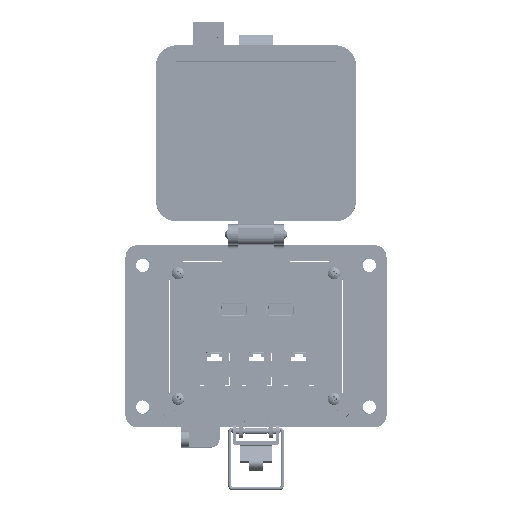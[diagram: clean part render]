
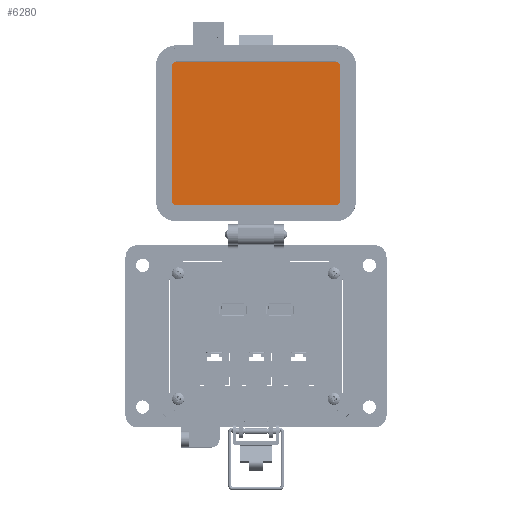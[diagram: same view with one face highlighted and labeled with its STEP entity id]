
A CAD part, top view. The second image highlights one B-rep face of the part: STEP entity #6280.
In plain terms, the highlighted planar face has unit normal (0, 0, 1).
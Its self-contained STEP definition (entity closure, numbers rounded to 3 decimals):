
#940 = ORIENTED_EDGE ( 'NONE', *, *, #20145, .F. ) ;
#2411 = CARTESIAN_POINT ( 'NONE',  ( -44.769, 60.004, 19.202 ) ) ;
#2577 = EDGE_CURVE ( 'NONE', #56342, #88682, #65678, .T. ) ;
#6043 = CARTESIAN_POINT ( 'NONE',  ( -42.469, 60.004, 19.202 ) ) ;
#6280 = ADVANCED_FACE ( 'NONE', ( #46223 ), #53856, .T. ) ;
#7161 = DIRECTION ( 'NONE',  ( 0., 0., -1. ) ) ;
#8234 = CARTESIAN_POINT ( 'NONE',  ( 35.912, 57.705, 19.202 ) ) ;
#9463 = DIRECTION ( 'NONE',  ( 0., -1., 0. ) ) ;
#10726 = ORIENTED_EDGE ( 'NONE', *, *, #38220, .F. ) ;
#13108 = CARTESIAN_POINT ( 'NONE',  ( 39.871, 130.108, 19.202 ) ) ;
#16226 = VERTEX_POINT ( 'NONE', #63312 ) ;
#17892 = CARTESIAN_POINT ( 'NONE',  ( -3.279, 57.705, 19.202 ) ) ;
#19252 = CIRCLE ( 'NONE', #32285, 2.299 ) ;
#20145 = EDGE_CURVE ( 'NONE', #62520, #85847, #19252, .T. ) ;
#22470 = ORIENTED_EDGE ( 'NONE', *, *, #86505, .F. ) ;
#25081 = ORIENTED_EDGE ( 'NONE', *, *, #2577, .F. ) ;
#25207 = LINE ( 'NONE', #41008, #57501 ) ;
#25444 = CARTESIAN_POINT ( 'NONE',  ( 38.212, 126.389, 19.202 ) ) ;
#26633 = CARTESIAN_POINT ( 'NONE',  ( 35.912, 128.688, 19.202 ) ) ;
#27036 = CIRCLE ( 'NONE', #72543, 2.299 ) ;
#27230 = DIRECTION ( 'NONE',  ( 1., 0., 0. ) ) ;
#29253 = VERTEX_POINT ( 'NONE', #83081 ) ;
#30622 = DIRECTION ( 'NONE',  ( 0., -1., 0. ) ) ;
#32285 = AXIS2_PLACEMENT_3D ( 'NONE', #36360, #43021, #27230 ) ;
#32826 = CIRCLE ( 'NONE', #45840, 2.299 ) ;
#34324 = VERTEX_POINT ( 'NONE', #2411 ) ;
#36360 = CARTESIAN_POINT ( 'NONE',  ( 35.912, 126.389, 19.202 ) ) ;
#36495 = EDGE_LOOP ( 'NONE', ( #25081, #67122, #940, #40515, #75204, #22470, #10726, #75630 ) ) ;
#36574 = DIRECTION ( 'NONE',  ( -1., 0., 0. ) ) ;
#38220 = EDGE_CURVE ( 'NONE', #29253, #34324, #27036, .T. ) ;
#39184 = DIRECTION ( 'NONE',  ( 1., 0., 0. ) ) ;
#40338 = EDGE_CURVE ( 'NONE', #49839, #62520, #70249, .T. ) ;
#40515 = ORIENTED_EDGE ( 'NONE', *, *, #40338, .F. ) ;
#41008 = CARTESIAN_POINT ( 'NONE',  ( -44.769, 93.196, 19.202 ) ) ;
#41351 = LINE ( 'NONE', #17892, #94707 ) ;
#43021 = DIRECTION ( 'NONE',  ( 0., 0., -1. ) ) ;
#43355 = DIRECTION ( 'NONE',  ( 0., -1., 0. ) ) ;
#45840 = AXIS2_PLACEMENT_3D ( 'NONE', #63461, #79295, #9463 ) ;
#46223 = FACE_OUTER_BOUND ( 'NONE', #36495, .T. ) ;
#46787 = VECTOR ( 'NONE', #39184, 1000. ) ;
#48494 = EDGE_CURVE ( 'NONE', #16226, #49839, #32826, .T. ) ;
#49839 = VERTEX_POINT ( 'NONE', #82826 ) ;
#50319 = EDGE_CURVE ( 'NONE', #88682, #29253, #41351, .T. ) ;
#53003 = CARTESIAN_POINT ( 'NONE',  ( 35.912, 60.004, 19.202 ) ) ;
#53856 = PLANE ( 'NONE',  #77524 ) ;
#56342 = VERTEX_POINT ( 'NONE', #89533 ) ;
#57501 = VECTOR ( 'NONE', #71568, 1000. ) ;
#60790 = AXIS2_PLACEMENT_3D ( 'NONE', #53003, #7161, #30622 ) ;
#61605 = CARTESIAN_POINT ( 'NONE',  ( -3.279, 128.688, 19.202 ) ) ;
#62520 = VERTEX_POINT ( 'NONE', #26633 ) ;
#63312 = CARTESIAN_POINT ( 'NONE',  ( -44.769, 126.389, 19.202 ) ) ;
#63461 = CARTESIAN_POINT ( 'NONE',  ( -42.469, 126.389, 19.202 ) ) ;
#65678 = CIRCLE ( 'NONE', #60790, 2.299 ) ;
#65979 = EDGE_CURVE ( 'NONE', #85847, #56342, #97429, .T. ) ;
#67122 = ORIENTED_EDGE ( 'NONE', *, *, #65979, .F. ) ;
#69663 = CARTESIAN_POINT ( 'NONE',  ( 38.212, 93.196, 19.202 ) ) ;
#70249 = LINE ( 'NONE', #61605, #46787 ) ;
#71568 = DIRECTION ( 'NONE',  ( 0., 1., 0. ) ) ;
#72543 = AXIS2_PLACEMENT_3D ( 'NONE', #6043, #99875, #85031 ) ;
#75204 = ORIENTED_EDGE ( 'NONE', *, *, #48494, .F. ) ;
#75630 = ORIENTED_EDGE ( 'NONE', *, *, #50319, .F. ) ;
#77524 = AXIS2_PLACEMENT_3D ( 'NONE', #13108, #93152, #36574 ) ;
#79295 = DIRECTION ( 'NONE',  ( 0., 0., -1. ) ) ;
#82826 = CARTESIAN_POINT ( 'NONE',  ( -42.469, 128.688, 19.202 ) ) ;
#83081 = CARTESIAN_POINT ( 'NONE',  ( -42.469, 57.705, 19.202 ) ) ;
#85031 = DIRECTION ( 'NONE',  ( 1., 0., 0. ) ) ;
#85847 = VERTEX_POINT ( 'NONE', #25444 ) ;
#86505 = EDGE_CURVE ( 'NONE', #34324, #16226, #25207, .T. ) ;
#88682 = VERTEX_POINT ( 'NONE', #8234 ) ;
#89533 = CARTESIAN_POINT ( 'NONE',  ( 38.212, 60.004, 19.202 ) ) ;
#92708 = VECTOR ( 'NONE', #43355, 1000. ) ;
#93152 = DIRECTION ( 'NONE',  ( 0., 0., 1. ) ) ;
#94416 = DIRECTION ( 'NONE',  ( -1., 0., 0. ) ) ;
#94707 = VECTOR ( 'NONE', #94416, 1000. ) ;
#97429 = LINE ( 'NONE', #69663, #92708 ) ;
#99875 = DIRECTION ( 'NONE',  ( 0., 0., -1. ) ) ;
